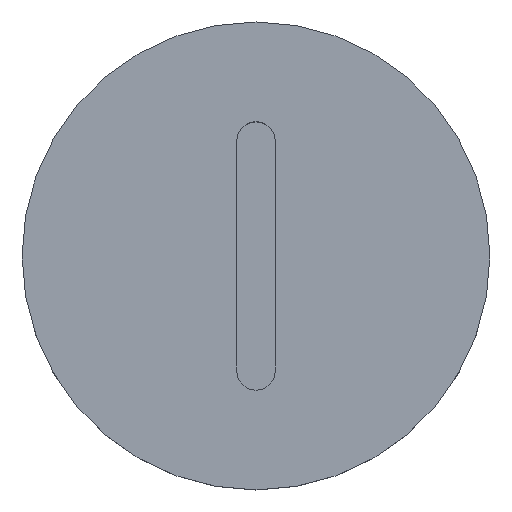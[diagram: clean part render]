
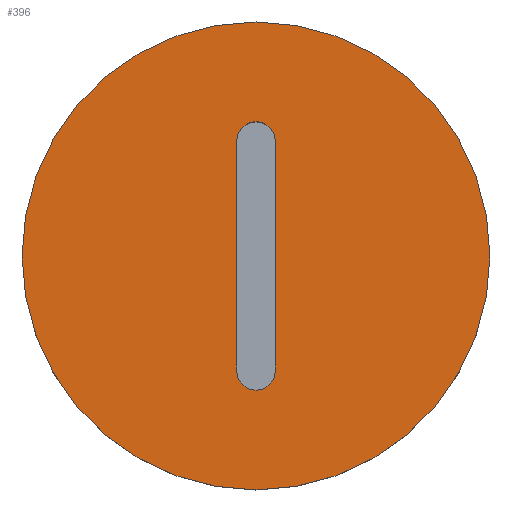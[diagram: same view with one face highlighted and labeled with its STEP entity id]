
A CAD part, top view. The second image highlights one B-rep face of the part: STEP entity #396.
In plain terms, the highlighted planar face has unit normal (0, 0, 1).
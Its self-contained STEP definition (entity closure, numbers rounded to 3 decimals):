
#17=FACE_BOUND('',#64,.T.);
#22=PLANE('',#452);
#40=FACE_OUTER_BOUND('',#63,.T.);
#63=EDGE_LOOP('',(#290));
#64=EDGE_LOOP('',(#291,#292,#293,#294));
#85=CIRCLE('',#451,0.25);
#86=CIRCLE('',#453,3.05);
#87=CIRCLE('',#454,0.25);
#123=LINE('',#1071,#141);
#126=LINE('',#1081,#144);
#141=VECTOR('',#519,10.);
#144=VECTOR('',#530,10.);
#176=VERTEX_POINT('',#1068);
#177=VERTEX_POINT('',#1070);
#178=VERTEX_POINT('',#1074);
#179=VERTEX_POINT('',#1078);
#180=VERTEX_POINT('',#1080);
#221=EDGE_CURVE('',#177,#176,#123,.T.);
#224=EDGE_CURVE('',#176,#178,#85,.T.);
#225=EDGE_CURVE('',#179,#179,#86,.T.);
#226=EDGE_CURVE('',#178,#180,#126,.T.);
#227=EDGE_CURVE('',#180,#177,#87,.T.);
#290=ORIENTED_EDGE('',*,*,#225,.T.);
#291=ORIENTED_EDGE('',*,*,#221,.T.);
#292=ORIENTED_EDGE('',*,*,#224,.T.);
#293=ORIENTED_EDGE('',*,*,#226,.T.);
#294=ORIENTED_EDGE('',*,*,#227,.T.);
#396=ADVANCED_FACE('',(#40,#17),#22,.T.);
#451=AXIS2_PLACEMENT_3D('',#1076,#524,#525);
#452=AXIS2_PLACEMENT_3D('',#1077,#526,#527);
#453=AXIS2_PLACEMENT_3D('',#1079,#528,#529);
#454=AXIS2_PLACEMENT_3D('',#1082,#531,#532);
#519=DIRECTION('',(0.,-1.,0.));
#524=DIRECTION('center_axis',(0.,0.,-1.));
#525=DIRECTION('ref_axis',(1.,0.,0.));
#526=DIRECTION('center_axis',(0.,0.,1.));
#527=DIRECTION('ref_axis',(1.,0.,0.));
#528=DIRECTION('center_axis',(0.,0.,1.));
#529=DIRECTION('ref_axis',(1.,0.,0.));
#530=DIRECTION('',(0.,1.,0.));
#531=DIRECTION('center_axis',(0.,0.,-1.));
#532=DIRECTION('ref_axis',(-1.,0.,0.));
#1068=CARTESIAN_POINT('',(0.25,-1.5,3.755));
#1070=CARTESIAN_POINT('',(0.25,1.5,3.755));
#1071=CARTESIAN_POINT('',(0.25,1.5,3.755));
#1074=CARTESIAN_POINT('',(-0.25,-1.5,3.755));
#1076=CARTESIAN_POINT('Origin',(0.,-1.5,3.755));
#1077=CARTESIAN_POINT('Origin',(0.,0.,3.755));
#1078=CARTESIAN_POINT('',(-3.05,0.,3.755));
#1079=CARTESIAN_POINT('Origin',(0.,0.,3.755));
#1080=CARTESIAN_POINT('',(-0.25,1.5,3.755));
#1081=CARTESIAN_POINT('',(-0.25,-1.5,3.755));
#1082=CARTESIAN_POINT('Origin',(0.,1.5,3.755));
